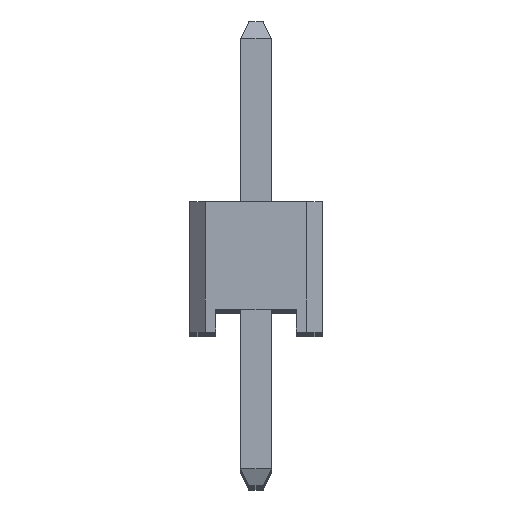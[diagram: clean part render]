
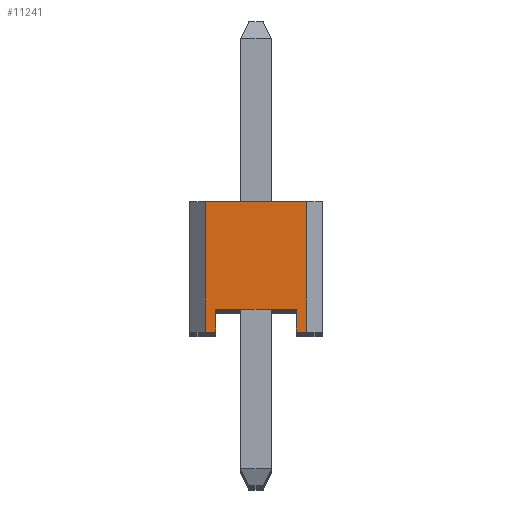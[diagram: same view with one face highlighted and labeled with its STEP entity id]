
A CAD part, top view. The second image highlights one B-rep face of the part: STEP entity #11241.
In plain terms, the highlighted planar face has unit normal (0, 0, 1).
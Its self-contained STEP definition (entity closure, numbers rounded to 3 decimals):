
#47 = LINE ( 'NONE', #16432, #20280 ) ;
#102 = AXIS2_PLACEMENT_3D ( 'NONE', #3703, #11857, #17982 ) ;
#1033 = DIRECTION ( 'NONE',  ( 0., -1., 0. ) ) ;
#1191 = EDGE_CURVE ( 'NONE', #14503, #24917, #7127, .T. ) ;
#2637 = EDGE_CURVE ( 'NONE', #14190, #4267, #11217, .T. ) ;
#3187 = CARTESIAN_POINT ( 'NONE',  ( 2.04, 0.44, 45.72 ) ) ;
#3343 = CARTESIAN_POINT ( 'NONE',  ( 2.24, 2.5, 45.72 ) ) ;
#3628 = EDGE_CURVE ( 'NONE', #11559, #12091, #5306, .T. ) ;
#3703 = CARTESIAN_POINT ( 'NONE',  ( 0.3, 2.5, 45.72 ) ) ;
#4197 = ORIENTED_EDGE ( 'NONE', *, *, #14747, .F. ) ;
#4267 = VERTEX_POINT ( 'NONE', #3343 ) ;
#4434 = DIRECTION ( 'NONE',  ( 0., -1., 0. ) ) ;
#4934 = CARTESIAN_POINT ( 'NONE',  ( 2.24, 0., 45.72 ) ) ;
#5306 = LINE ( 'NONE', #26140, #10445 ) ;
#5358 = DIRECTION ( 'NONE',  ( 1., 0., 0. ) ) ;
#5771 = CARTESIAN_POINT ( 'NONE',  ( 0.3, 0., 45.72 ) ) ;
#6364 = LINE ( 'NONE', #12280, #22569 ) ;
#7127 = LINE ( 'NONE', #25718, #10349 ) ;
#8878 = CARTESIAN_POINT ( 'NONE',  ( 2.04, 0., 45.72 ) ) ;
#9126 = ORIENTED_EDGE ( 'NONE', *, *, #1191, .F. ) ;
#9693 = EDGE_CURVE ( 'NONE', #26066, #16962, #25817, .T. ) ;
#9999 = ORIENTED_EDGE ( 'NONE', *, *, #9693, .T. ) ;
#10047 = ORIENTED_EDGE ( 'NONE', *, *, #3628, .T. ) ;
#10349 = VECTOR ( 'NONE', #13517, 1000. ) ;
#10421 = FACE_OUTER_BOUND ( 'NONE', #24134, .T. ) ;
#10445 = VECTOR ( 'NONE', #21508, 1000. ) ;
#10777 = VECTOR ( 'NONE', #14742, 1000. ) ;
#10948 = CARTESIAN_POINT ( 'NONE',  ( 2.04, 0.44, 45.72 ) ) ;
#11217 = LINE ( 'NONE', #15274, #10777 ) ;
#11241 = ADVANCED_FACE ( 'NONE', ( #10421 ), #24423, .F. ) ;
#11559 = VERTEX_POINT ( 'NONE', #8878 ) ;
#11857 = DIRECTION ( 'NONE',  ( 0., 0., -1. ) ) ;
#12091 = VERTEX_POINT ( 'NONE', #4934 ) ;
#12280 = CARTESIAN_POINT ( 'NONE',  ( 0.3, 2.5, 45.72 ) ) ;
#12498 = ORIENTED_EDGE ( 'NONE', *, *, #19177, .T. ) ;
#13342 = CARTESIAN_POINT ( 'NONE',  ( 0.3, 0., 45.72 ) ) ;
#13517 = DIRECTION ( 'NONE',  ( -1., 0., 0. ) ) ;
#14190 = VERTEX_POINT ( 'NONE', #23054 ) ;
#14503 = VERTEX_POINT ( 'NONE', #10948 ) ;
#14596 = DIRECTION ( 'NONE',  ( 0., -1., 0. ) ) ;
#14742 = DIRECTION ( 'NONE',  ( 1., 0., 0. ) ) ;
#14747 = EDGE_CURVE ( 'NONE', #4267, #12091, #24677, .T. ) ;
#15205 = EDGE_CURVE ( 'NONE', #24917, #16962, #47, .T. ) ;
#15274 = CARTESIAN_POINT ( 'NONE',  ( 0.3, 2.5, 45.72 ) ) ;
#15775 = ORIENTED_EDGE ( 'NONE', *, *, #15205, .F. ) ;
#16432 = CARTESIAN_POINT ( 'NONE',  ( 0.5, 0.44, 45.72 ) ) ;
#16962 = VERTEX_POINT ( 'NONE', #25332 ) ;
#17982 = DIRECTION ( 'NONE',  ( -1., 0., 0. ) ) ;
#18740 = VECTOR ( 'NONE', #5358, 1000. ) ;
#19177 = EDGE_CURVE ( 'NONE', #14190, #26066, #6364, .T. ) ;
#20280 = VECTOR ( 'NONE', #4434, 1000. ) ;
#20552 = ORIENTED_EDGE ( 'NONE', *, *, #23811, .T. ) ;
#20619 = LINE ( 'NONE', #3187, #22499 ) ;
#21508 = DIRECTION ( 'NONE',  ( 1., 0., 0. ) ) ;
#22434 = DIRECTION ( 'NONE',  ( 0., -1., 0. ) ) ;
#22499 = VECTOR ( 'NONE', #1033, 1000. ) ;
#22569 = VECTOR ( 'NONE', #22434, 1000. ) ;
#23054 = CARTESIAN_POINT ( 'NONE',  ( 0.3, 2.5, 45.72 ) ) ;
#23090 = CARTESIAN_POINT ( 'NONE',  ( 2.24, 2.5, 45.72 ) ) ;
#23266 = ORIENTED_EDGE ( 'NONE', *, *, #2637, .F. ) ;
#23811 = EDGE_CURVE ( 'NONE', #14503, #11559, #20619, .T. ) ;
#24134 = EDGE_LOOP ( 'NONE', ( #9126, #20552, #10047, #4197, #23266, #12498, #9999, #15775 ) ) ;
#24423 = PLANE ( 'NONE',  #102 ) ;
#24677 = LINE ( 'NONE', #23090, #25302 ) ;
#24917 = VERTEX_POINT ( 'NONE', #25303 ) ;
#25302 = VECTOR ( 'NONE', #14596, 1000. ) ;
#25303 = CARTESIAN_POINT ( 'NONE',  ( 0.5, 0.44, 45.72 ) ) ;
#25332 = CARTESIAN_POINT ( 'NONE',  ( 0.5, 0., 45.72 ) ) ;
#25718 = CARTESIAN_POINT ( 'NONE',  ( 0.5, 0.44, 45.72 ) ) ;
#25817 = LINE ( 'NONE', #5771, #18740 ) ;
#26066 = VERTEX_POINT ( 'NONE', #13342 ) ;
#26140 = CARTESIAN_POINT ( 'NONE',  ( 0.3, 0., 45.72 ) ) ;
